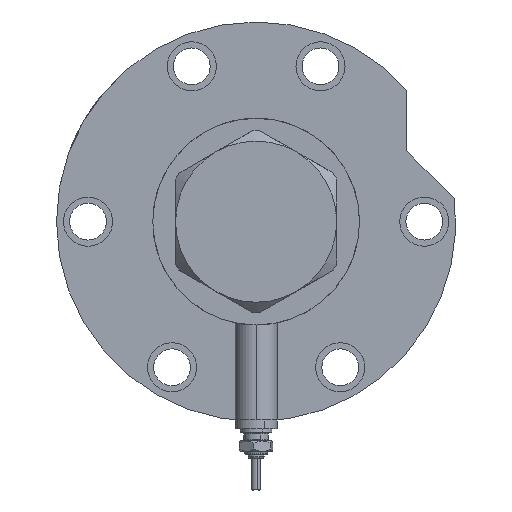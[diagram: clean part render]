
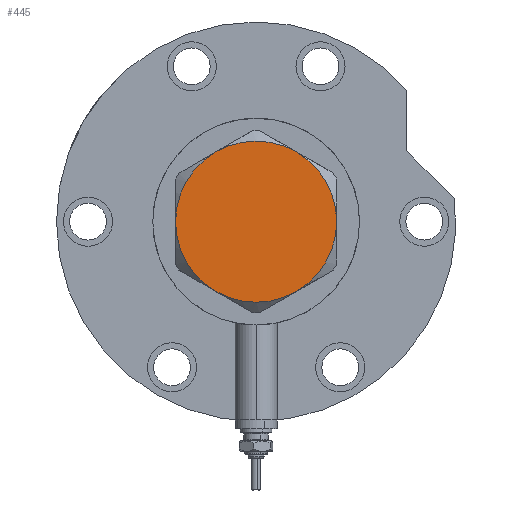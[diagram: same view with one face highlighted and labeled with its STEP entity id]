
A CAD part, left-side view. The second image highlights one B-rep face of the part: STEP entity #445.
In plain terms, the highlighted face is planar.
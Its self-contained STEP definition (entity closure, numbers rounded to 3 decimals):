
#124 = ORIENTED_EDGE ( 'NONE', *, *, #869, .T. ) ;
#150 = CARTESIAN_POINT ( 'NONE',  ( 0., 0., 13. ) ) ;
#201 = PLANE ( 'NONE',  #5477 ) ;
#240 = ORIENTED_EDGE ( 'NONE', *, *, #6075, .T. ) ;
#445 = ADVANCED_FACE ( 'NONE', ( #5246 ), #201, .T. ) ;
#735 = CIRCLE ( 'NONE', #1949, 23. ) ;
#775 = CARTESIAN_POINT ( 'NONE',  ( -23., 0., 13. ) ) ;
#869 = EDGE_CURVE ( 'NONE', #6677, #8140, #5105, .T. ) ;
#935 = EDGE_CURVE ( 'NONE', #2337, #2764, #1885, .T. ) ;
#1239 = AXIS2_PLACEMENT_3D ( 'NONE', #4254, #7597, #4451 ) ;
#1311 = EDGE_LOOP ( 'NONE', ( #5514, #7120, #4813, #2818, #240, #124 ) ) ;
#1469 = DIRECTION ( 'NONE',  ( 1., 0., 0. ) ) ;
#1504 = CARTESIAN_POINT ( 'NONE',  ( 0., 0., 13. ) ) ;
#1672 = AXIS2_PLACEMENT_3D ( 'NONE', #7892, #7975, #2864 ) ;
#1730 = CARTESIAN_POINT ( 'NONE',  ( 11.5, -19.919, 13. ) ) ;
#1885 = CIRCLE ( 'NONE', #4826, 23. ) ;
#1949 = AXIS2_PLACEMENT_3D ( 'NONE', #3363, #2623, #4537 ) ;
#2337 = VERTEX_POINT ( 'NONE', #7878 ) ;
#2623 = DIRECTION ( 'NONE',  ( 0., 0., 1. ) ) ;
#2764 = VERTEX_POINT ( 'NONE', #775 ) ;
#2818 = ORIENTED_EDGE ( 'NONE', *, *, #935, .T. ) ;
#2839 = DIRECTION ( 'NONE',  ( 0., 0., 1. ) ) ;
#2864 = DIRECTION ( 'NONE',  ( 1., 0., 0. ) ) ;
#3276 = DIRECTION ( 'NONE',  ( 1., 0., 0. ) ) ;
#3363 = CARTESIAN_POINT ( 'NONE',  ( 0., 0., 13. ) ) ;
#3537 = CIRCLE ( 'NONE', #1672, 23. ) ;
#3589 = CARTESIAN_POINT ( 'NONE',  ( -11.5, -19.919, 13. ) ) ;
#3926 = VERTEX_POINT ( 'NONE', #3977 ) ;
#3944 = AXIS2_PLACEMENT_3D ( 'NONE', #1504, #4064, #6610 ) ;
#3977 = CARTESIAN_POINT ( 'NONE',  ( 11.5, 19.919, 13. ) ) ;
#4064 = DIRECTION ( 'NONE',  ( 0., 0., 1. ) ) ;
#4104 = DIRECTION ( 'NONE',  ( 1., 0., 0. ) ) ;
#4254 = CARTESIAN_POINT ( 'NONE',  ( 0., 0., 13. ) ) ;
#4451 = DIRECTION ( 'NONE',  ( 1., 0., 0. ) ) ;
#4482 = CARTESIAN_POINT ( 'NONE',  ( 0., 0., 13. ) ) ;
#4537 = DIRECTION ( 'NONE',  ( 1., 0., 0. ) ) ;
#4813 = ORIENTED_EDGE ( 'NONE', *, *, #5920, .T. ) ;
#4826 = AXIS2_PLACEMENT_3D ( 'NONE', #4482, #2839, #4104 ) ;
#5105 = CIRCLE ( 'NONE', #6548, 23. ) ;
#5246 = FACE_OUTER_BOUND ( 'NONE', #1311, .T. ) ;
#5477 = AXIS2_PLACEMENT_3D ( 'NONE', #6577, #6501, #1469 ) ;
#5514 = ORIENTED_EDGE ( 'NONE', *, *, #7560, .T. ) ;
#5535 = CIRCLE ( 'NONE', #3944, 23. ) ;
#5920 = EDGE_CURVE ( 'NONE', #3926, #2337, #7280, .T. ) ;
#6075 = EDGE_CURVE ( 'NONE', #2764, #6677, #735, .T. ) ;
#6501 = DIRECTION ( 'NONE',  ( 0., 0., 1. ) ) ;
#6548 = AXIS2_PLACEMENT_3D ( 'NONE', #150, #6569, #3276 ) ;
#6569 = DIRECTION ( 'NONE',  ( 0., 0., 1. ) ) ;
#6577 = CARTESIAN_POINT ( 'NONE',  ( 0., 0., 13. ) ) ;
#6594 = CARTESIAN_POINT ( 'NONE',  ( 23., 0., 13. ) ) ;
#6610 = DIRECTION ( 'NONE',  ( 1., 0., 0. ) ) ;
#6677 = VERTEX_POINT ( 'NONE', #3589 ) ;
#6744 = EDGE_CURVE ( 'NONE', #7436, #3926, #5535, .T. ) ;
#7120 = ORIENTED_EDGE ( 'NONE', *, *, #6744, .T. ) ;
#7280 = CIRCLE ( 'NONE', #1239, 23. ) ;
#7436 = VERTEX_POINT ( 'NONE', #6594 ) ;
#7560 = EDGE_CURVE ( 'NONE', #8140, #7436, #3537, .T. ) ;
#7597 = DIRECTION ( 'NONE',  ( 0., 0., 1. ) ) ;
#7878 = CARTESIAN_POINT ( 'NONE',  ( -11.5, 19.919, 13. ) ) ;
#7892 = CARTESIAN_POINT ( 'NONE',  ( 0., 0., 13. ) ) ;
#7975 = DIRECTION ( 'NONE',  ( 0., 0., 1. ) ) ;
#8140 = VERTEX_POINT ( 'NONE', #1730 ) ;
